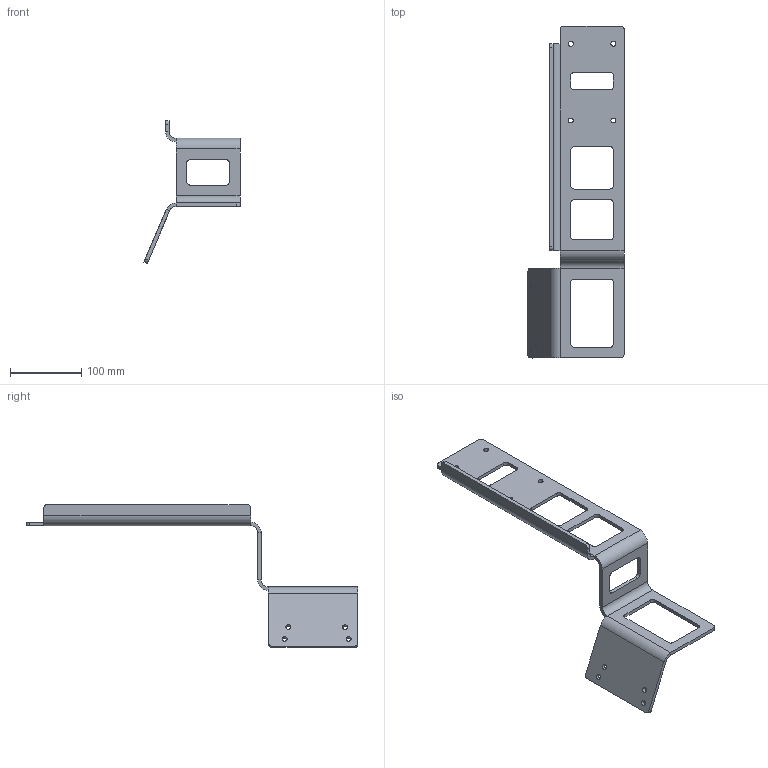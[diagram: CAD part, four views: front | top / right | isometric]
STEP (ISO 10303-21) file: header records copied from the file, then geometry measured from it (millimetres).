
FILE_DESCRIPTION (( 'STEP AP214' ), '1' );
FILE_NAME ('75418636~0.STEP', '2018-03-20T07:19:34', ( '' ), ( '' ), 'SwSTEP 2.0', 'SolidWorks 2017', '' );
FILE_SCHEMA (( 'AUTOMOTIVE_DESIGN' ));
Length unit declared in the file: millimetre
Products named in the file (1): 75418636~0
Bounding box: 135.29 x 467 x 201.26 mm (x, y, z)
Volume: 273543.6 mm3; surface area: 123408.3 mm2
Topology: 1 solids, 1 shells, 101 faces, 267 edges, 168 vertices
Faces by surface type: cylinder 51, plane 50
Entity records: 3209 total; most frequent: DIRECTION 573, CARTESIAN_POINT 537, ORIENTED_EDGE 534, EDGE_CURVE 267, AXIS2_PLACEMENT_3D 204, VERTEX_POINT 168, VECTOR 165, LINE 165
